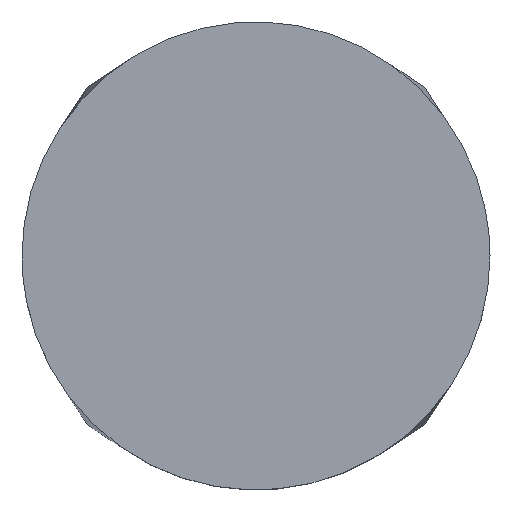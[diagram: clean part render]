
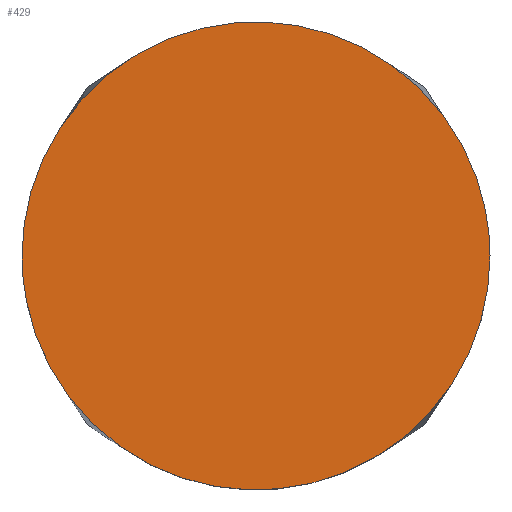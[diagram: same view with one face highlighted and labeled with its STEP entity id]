
A CAD part, top view. The second image highlights one B-rep face of the part: STEP entity #429.
In plain terms, the highlighted free-form (B-spline) face has degree [1, 1] with [2, 2] control points.
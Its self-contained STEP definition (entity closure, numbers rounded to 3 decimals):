
#388=CARTESIAN_POINT('',(-7.52,-7.52,113.));
#389=CARTESIAN_POINT('',(7.52,-7.52,113.));
#390=CARTESIAN_POINT('',(-7.52,7.52,113.));
#391=CARTESIAN_POINT('',(7.52,7.52,113.));
#392=B_SPLINE_SURFACE_WITH_KNOTS('',1,1,((#388,#390),(#389,#391)),.UNSPECIFIED.,.F.,.F.,.U.,(2,2),(2,2),(0.0,15.041),(0.0,15.041),.UNSPECIFIED.);
#393=CARTESIAN_POINT('',(6.837,0.0,113.));
#394=VERTEX_POINT('',#393);
#395=CARTESIAN_POINT('',(-6.837,0.0,113.));
#396=VERTEX_POINT('',#395);
#397=CARTESIAN_POINT('',(6.837,0.0,113.));
#398=CARTESIAN_POINT('',(6.837,-6.837,113.));
#399=CARTESIAN_POINT('',(0.0,-6.837,113.));
#400=CARTESIAN_POINT('',(-6.837,-6.837,113.));
#401=CARTESIAN_POINT('',(-6.837,0.0,113.));
#409=(BOUNDED_CURVE()B_SPLINE_CURVE(2,(#397,#398,#399,#400,#401),.UNSPECIFIED.,.F.,.U.)B_SPLINE_CURVE_WITH_KNOTS((3,2,3),(0.5,0.75,1.0),.UNSPECIFIED.)CURVE()GEOMETRIC_REPRESENTATION_ITEM()RATIONAL_B_SPLINE_CURVE((1.0,0.707,1.0,0.707,1.0))REPRESENTATION_ITEM(''));
#410=EDGE_CURVE('',#394,#396,#409,.T.);
#411=ORIENTED_EDGE('',*,*,#410,.F.);
#412=CARTESIAN_POINT('',(-6.837,0.0,113.));
#413=CARTESIAN_POINT('',(-6.837,6.837,113.));
#414=CARTESIAN_POINT('',(0.0,6.837,113.));
#415=CARTESIAN_POINT('',(6.837,6.837,113.));
#416=CARTESIAN_POINT('',(6.837,0.0,113.));
#424=(BOUNDED_CURVE()B_SPLINE_CURVE(2,(#412,#413,#414,#415,#416),.UNSPECIFIED.,.F.,.U.)B_SPLINE_CURVE_WITH_KNOTS((3,2,3),(0.0,0.25,0.5),.UNSPECIFIED.)CURVE()GEOMETRIC_REPRESENTATION_ITEM()RATIONAL_B_SPLINE_CURVE((1.0,0.707,1.0,0.707,1.0))REPRESENTATION_ITEM(''));
#425=EDGE_CURVE('',#396,#394,#424,.T.);
#426=ORIENTED_EDGE('',*,*,#425,.F.);
#427=EDGE_LOOP('',(#411,#426));
#428=FACE_OUTER_BOUND('',#427,.T.);
#429=ADVANCED_FACE('',(#428),#392,.T.);
